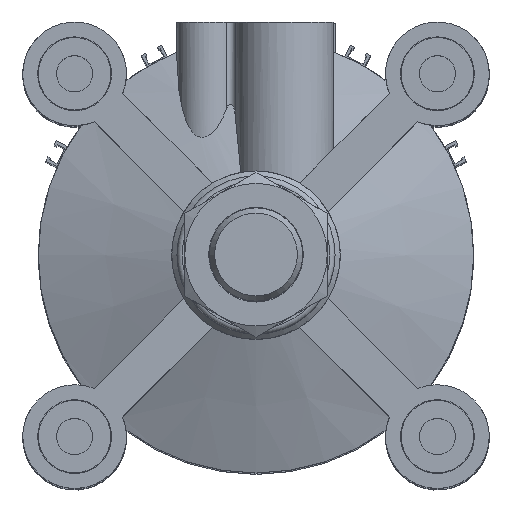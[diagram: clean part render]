
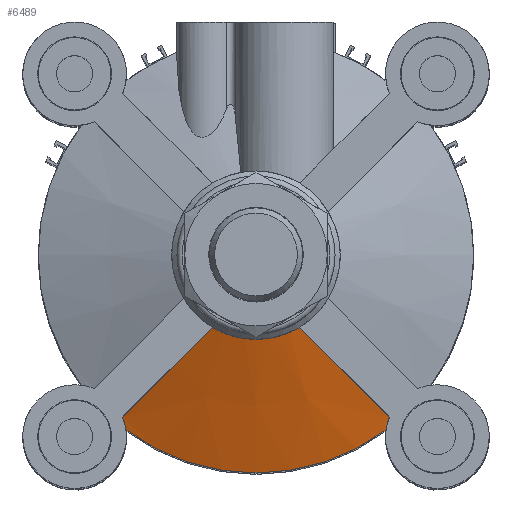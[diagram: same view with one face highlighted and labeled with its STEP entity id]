
A CAD part, top view. The second image highlights one B-rep face of the part: STEP entity #6489.
In plain terms, the highlighted conical face has half-angle 70 degrees and reference radius 58.25 mm.
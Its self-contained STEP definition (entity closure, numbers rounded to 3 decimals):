
#51=B_SPLINE_CURVE_WITH_KNOTS('',3,(#9778,#9779,#9780,#9781),
 .UNSPECIFIED.,.F.,.F.,(4,4),(0.,0.005),.UNSPECIFIED.);
#55=B_SPLINE_CURVE_WITH_KNOTS('',3,(#9835,#9836,#9837,#9838),
 .UNSPECIFIED.,.F.,.F.,(4,4),(0.,0.005),
 .UNSPECIFIED.);
#82=CONICAL_SURFACE('',#6971,58.25,1.222);
#122=(
BOUNDED_CURVE()
B_SPLINE_CURVE(2,(#9770,#9771,#9772),.UNSPECIFIED.,.F.,.F.)
B_SPLINE_CURVE_WITH_KNOTS((3,3),(0.,5.207),.UNSPECIFIED.)
CURVE()
GEOMETRIC_REPRESENTATION_ITEM()
RATIONAL_B_SPLINE_CURVE((1.,1.109,1.))
REPRESENTATION_ITEM('')
);
#125=(
BOUNDED_CURVE()
B_SPLINE_CURVE(2,(#9840,#9841,#9842),.UNSPECIFIED.,.F.,.F.)
B_SPLINE_CURVE_WITH_KNOTS((3,3),(0.,5.207),.UNSPECIFIED.)
CURVE()
GEOMETRIC_REPRESENTATION_ITEM()
RATIONAL_B_SPLINE_CURVE((1.,1.109,1.))
REPRESENTATION_ITEM('')
);
#2011=ORIENTED_EDGE('',*,*,#2732,.F.);
#2012=ORIENTED_EDGE('',*,*,#2709,.T.);
#2013=ORIENTED_EDGE('',*,*,#2712,.T.);
#2014=ORIENTED_EDGE('',*,*,#2681,.T.);
#2015=ORIENTED_EDGE('',*,*,#2733,.T.);
#2016=ORIENTED_EDGE('',*,*,#2734,.T.);
#2681=EDGE_CURVE('',#3137,#3136,#3358,.T.);
#2709=EDGE_CURVE('',#3162,#3163,#122,.T.);
#2712=EDGE_CURVE('',#3163,#3137,#51,.T.);
#2732=EDGE_CURVE('',#3162,#3172,#3382,.T.);
#2733=EDGE_CURVE('',#3136,#3173,#55,.T.);
#2734=EDGE_CURVE('',#3173,#3172,#125,.T.);
#3136=VERTEX_POINT('',#9700);
#3137=VERTEX_POINT('',#9702);
#3162=VERTEX_POINT('',#9773);
#3163=VERTEX_POINT('',#9774);
#3172=VERTEX_POINT('',#9834);
#3173=VERTEX_POINT('',#9839);
#3358=CIRCLE('',#6922,84.);
#3382=CIRCLE('',#6972,32.5);
#3717=EDGE_LOOP('',(#2011,#2012,#2013,#2014,#2015,#2016));
#4075=FACE_BOUND('',#3717,.T.);
#6489=ADVANCED_FACE('',(#4075),#82,.T.);
#6922=AXIS2_PLACEMENT_3D('',#9701,#8129,#8130);
#6971=AXIS2_PLACEMENT_3D('',#9832,#8246,#8247);
#6972=AXIS2_PLACEMENT_3D('',#9833,#8248,#8249);
#8129=DIRECTION('',(0.,0.,1.));
#8130=DIRECTION('',(0.,-1.,0.));
#8246=DIRECTION('',(0.,0.,-1.));
#8247=DIRECTION('',(0.,-1.,0.));
#8248=DIRECTION('',(0.,0.,1.));
#8249=DIRECTION('',(0.,-1.,0.));
#9700=CARTESIAN_POINT('',(50.174,-67.369,213.));
#9701=CARTESIAN_POINT('',(0.,0.,213.));
#9702=CARTESIAN_POINT('',(-50.174,-67.369,213.));
#9770=CARTESIAN_POINT('',(-16.838,-27.798,231.744));
#9771=CARTESIAN_POINT('',(-26.764,-37.725,226.782));
#9772=CARTESIAN_POINT('',(-51.483,-62.443,214.118));
#9773=CARTESIAN_POINT('',(-16.838,-27.798,231.744));
#9774=CARTESIAN_POINT('',(-51.483,-62.443,214.118));
#9778=CARTESIAN_POINT('',(-51.483,-62.443,214.118));
#9779=CARTESIAN_POINT('',(-50.829,-64.044,213.819));
#9780=CARTESIAN_POINT('',(-50.397,-65.686,213.443));
#9781=CARTESIAN_POINT('',(-50.174,-67.369,213.));
#9832=CARTESIAN_POINT('',(0.,0.,222.372));
#9833=CARTESIAN_POINT('',(0.,0.,231.744));
#9834=CARTESIAN_POINT('',(16.838,-27.798,231.744));
#9835=CARTESIAN_POINT('',(50.174,-67.369,213.));
#9836=CARTESIAN_POINT('',(50.397,-65.686,213.443));
#9837=CARTESIAN_POINT('',(50.829,-64.044,213.819));
#9838=CARTESIAN_POINT('',(51.483,-62.443,214.118));
#9839=CARTESIAN_POINT('',(51.483,-62.443,214.118));
#9840=CARTESIAN_POINT('',(51.483,-62.443,214.118));
#9841=CARTESIAN_POINT('',(26.764,-37.725,226.782));
#9842=CARTESIAN_POINT('',(16.838,-27.798,231.744));
